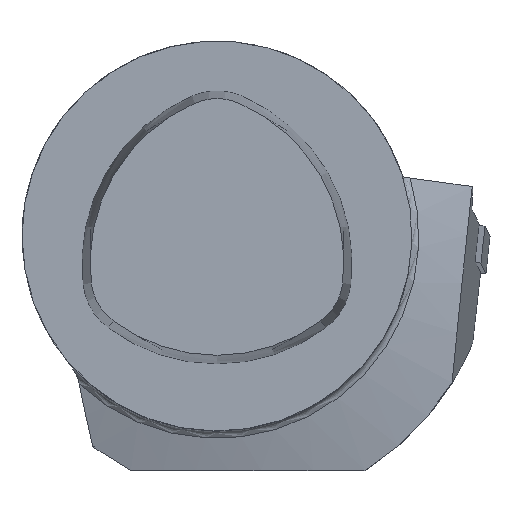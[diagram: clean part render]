
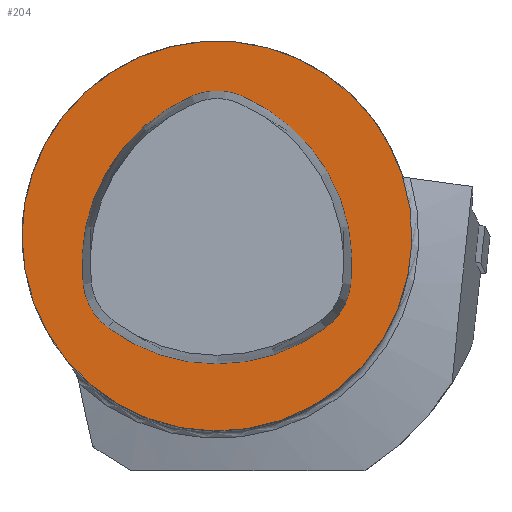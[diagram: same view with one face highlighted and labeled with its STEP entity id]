
A CAD part, top view. The second image highlights one B-rep face of the part: STEP entity #204.
In plain terms, the highlighted planar face has unit normal (0, 0, 1).
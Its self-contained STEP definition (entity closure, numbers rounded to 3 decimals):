
#118=FACE_BOUND('',#353,.T.);
#119=FACE_BOUND('',#354,.T.);
#151=CIRCLE('',#1090,25.);
#161=CIRCLE('',#1115,23.36);
#162=CIRCLE('',#1116,8.12);
#163=CIRCLE('',#1117,23.36);
#164=CIRCLE('',#1118,8.12);
#165=CIRCLE('',#1119,23.36);
#166=CIRCLE('',#1120,8.12);
#204=ADVANCED_FACE('',(#118,#119),#254,.T.);
#254=PLANE('',#1121);
#353=EDGE_LOOP('',(#498));
#354=EDGE_LOOP('',(#499,#500,#501,#502,#503,#504));
#498=ORIENTED_EDGE('',*,*,#772,.F.);
#499=ORIENTED_EDGE('',*,*,#807,.T.);
#500=ORIENTED_EDGE('',*,*,#808,.T.);
#501=ORIENTED_EDGE('',*,*,#809,.T.);
#502=ORIENTED_EDGE('',*,*,#810,.T.);
#503=ORIENTED_EDGE('',*,*,#811,.T.);
#504=ORIENTED_EDGE('',*,*,#812,.T.);
#679=VERTEX_POINT('',#1567);
#706=VERTEX_POINT('',#1676);
#707=VERTEX_POINT('',#1677);
#708=VERTEX_POINT('',#1679);
#709=VERTEX_POINT('',#1681);
#710=VERTEX_POINT('',#1683);
#711=VERTEX_POINT('',#1685);
#772=EDGE_CURVE('',#679,#679,#151,.T.);
#807=EDGE_CURVE('',#706,#707,#161,.T.);
#808=EDGE_CURVE('',#707,#708,#162,.T.);
#809=EDGE_CURVE('',#708,#709,#163,.T.);
#810=EDGE_CURVE('',#709,#710,#164,.T.);
#811=EDGE_CURVE('',#710,#711,#165,.T.);
#812=EDGE_CURVE('',#711,#706,#166,.T.);
#1090=AXIS2_PLACEMENT_3D('',#1566,#1237,#1238);
#1115=AXIS2_PLACEMENT_3D('',#1675,#1302,#1303);
#1116=AXIS2_PLACEMENT_3D('',#1678,#1304,#1305);
#1117=AXIS2_PLACEMENT_3D('',#1680,#1306,#1307);
#1118=AXIS2_PLACEMENT_3D('',#1682,#1308,#1309);
#1119=AXIS2_PLACEMENT_3D('',#1684,#1310,#1311);
#1120=AXIS2_PLACEMENT_3D('',#1686,#1312,#1313);
#1121=AXIS2_PLACEMENT_3D('',#1687,#1314,#1315);
#1237=DIRECTION('',(0.,0.,-1.));
#1238=DIRECTION('',(-1.,0.,0.));
#1302=DIRECTION('',(0.,0.,-1.));
#1303=DIRECTION('',(-1.,0.,0.));
#1304=DIRECTION('',(0.,0.,-1.));
#1305=DIRECTION('',(-1.,0.,0.));
#1306=DIRECTION('',(0.,0.,-1.));
#1307=DIRECTION('',(-1.,0.,0.));
#1308=DIRECTION('',(0.,0.,-1.));
#1309=DIRECTION('',(-1.,0.,0.));
#1310=DIRECTION('',(0.,0.,-1.));
#1311=DIRECTION('',(-1.,0.,0.));
#1312=DIRECTION('',(0.,0.,-1.));
#1313=DIRECTION('',(-1.,0.,0.));
#1314=DIRECTION('',(0.,0.,1.));
#1315=DIRECTION('',(1.,0.,0.));
#1566=CARTESIAN_POINT('',(0.,0.,0.));
#1567=CARTESIAN_POINT('',(-25.,0.,0.));
#1675=CARTESIAN_POINT('',(-6.045,-3.49,0.));
#1676=CARTESIAN_POINT('',(3.221,17.954,0.));
#1677=CARTESIAN_POINT('',(17.159,-6.188,0.));
#1678=CARTESIAN_POINT('',(9.093,-5.25,0.));
#1679=CARTESIAN_POINT('',(13.938,-11.766,0.));
#1680=CARTESIAN_POINT('',(0.,6.98,0.));
#1681=CARTESIAN_POINT('',(-13.938,-11.766,0.));
#1682=CARTESIAN_POINT('',(-9.093,-5.25,0.));
#1683=CARTESIAN_POINT('',(-17.159,-6.188,0.));
#1684=CARTESIAN_POINT('',(6.045,-3.49,0.));
#1685=CARTESIAN_POINT('',(-3.221,17.954,0.));
#1686=CARTESIAN_POINT('',(0.,10.5,0.));
#1687=CARTESIAN_POINT('',(0.,0.,0.));
